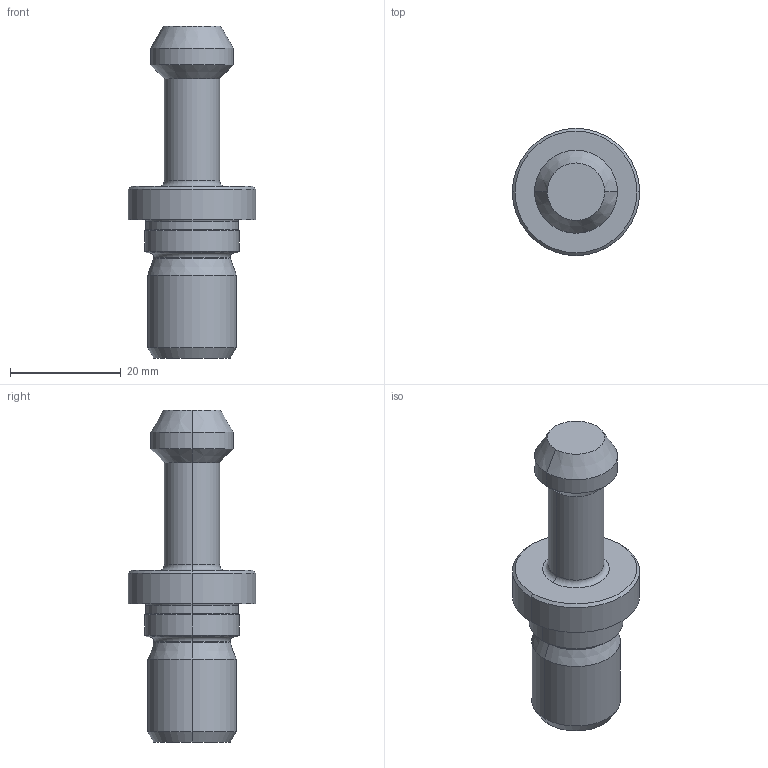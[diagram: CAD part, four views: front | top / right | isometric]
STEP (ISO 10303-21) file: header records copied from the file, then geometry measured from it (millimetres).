
FILE_DESCRIPTION (( 'STEP AP203' ), '1' );
FILE_NAME ('PS BT40 45 DEG W-TC WITH O RING.STEP', '2019-04-08T06:47:50', ( '' ), ( '' ), 'SwSTEP 2.0', 'SolidWorks 2014', '' );
FILE_SCHEMA (( 'CONFIG_CONTROL_DESIGN' ));
Length unit declared in the file: millimetre
Products named in the file (1): PS BT40 45 DEG W-TC WITH O RING
Bounding box: 23 x 23 x 60 mm (x, y, z)
Volume: 10363.5 mm3; surface area: 3572.7 mm2
Topology: 1 solids, 1 shells, 41 faces, 80 edges, 44 vertices
Faces by surface type: cone 16, cylinder 12, torus 8, plane 5
Entity records: 1119 total; most frequent: DIRECTION 216, CARTESIAN_POINT 166, ORIENTED_EDGE 160, AXIS2_PLACEMENT_3D 94, EDGE_CURVE 80, CIRCLE 52, EDGE_LOOP 44, VERTEX_POINT 44
